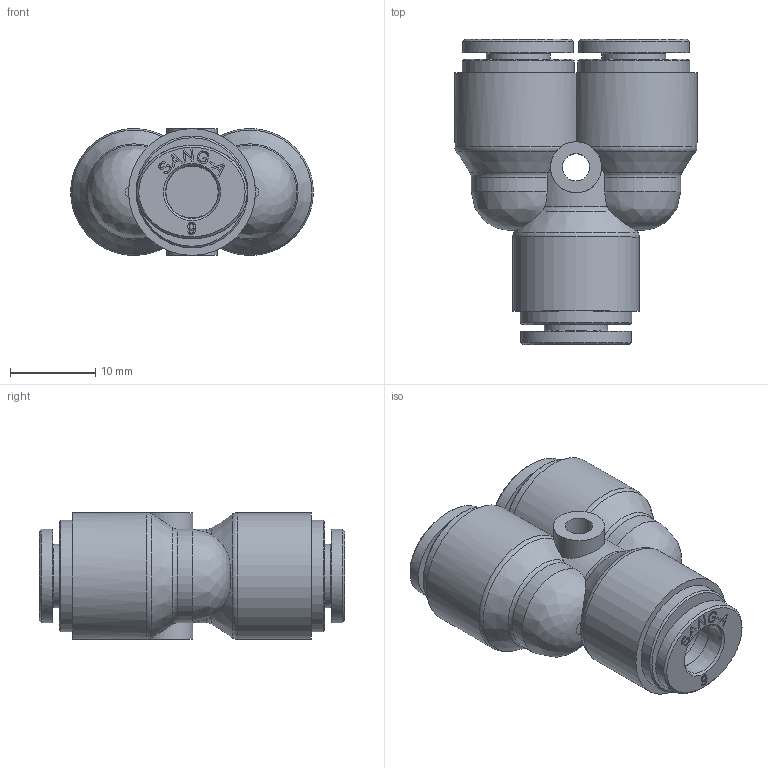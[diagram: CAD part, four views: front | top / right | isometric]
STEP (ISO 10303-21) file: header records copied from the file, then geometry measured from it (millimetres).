
FILE_DESCRIPTION((''),'2;1');
FILE_NAME('HR-PY 06.stp','2020-03-19T16:00:49',('user'),(''),'Autodesk Inventor 2013','Autodesk Inventor 2013','');
FILE_SCHEMA(('AUTOMOTIVE_DESIGN { 1 0 10303 214 1 1 1 1 }'));
Length unit declared in the file: millimetre
Products named in the file (5): 조립품3 (세부 수준1); HR-PY 06 BODY; HR-COLLAR 06; HR-Collar 06L(SUS); HR-SLEEVE 06
Assembly tree (6 placements, depth 3):
  조립품3 (세부 수준1)
    HR-PY 06 BODY
    HR-COLLAR 06  x3
      HR-Collar 06L(SUS)
      HR-SLEEVE 06
Bounding box: 28.5 x 35.9 x 14.9 mm (x, y, z)
Volume: 6882.7 mm3; surface area: 5068.8 mm2
Topology: 7 solids, 7 shells, 367 faces, 943 edges, 626 vertices
Faces by surface type: plane 189, bspline 134, cylinder 22, cone 15, torus 7
Full cylindrical faces by diameter (mm): 3.2 x1, 6 x2, 6.198 x3, 6.2 x3, 7.5 x3, 13.15 x3, 14.9 x1
Entity records: 4978 total; most frequent: CARTESIAN_POINT 1731, ORIENTED_EDGE 698, DIRECTION 494, EDGE_CURVE 349, VERTEX_POINT 241, VECTOR 184, LINE 184, EDGE_LOOP 182
